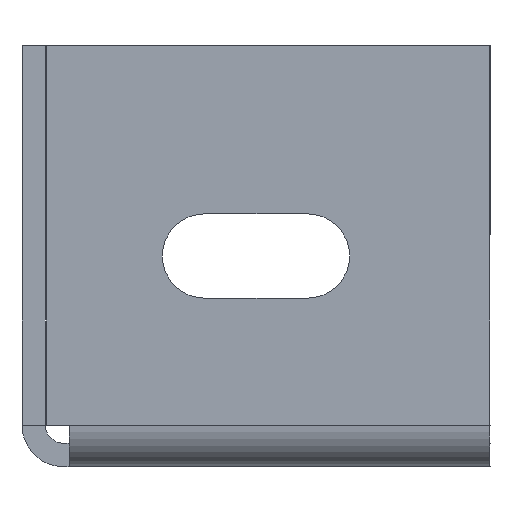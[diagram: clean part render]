
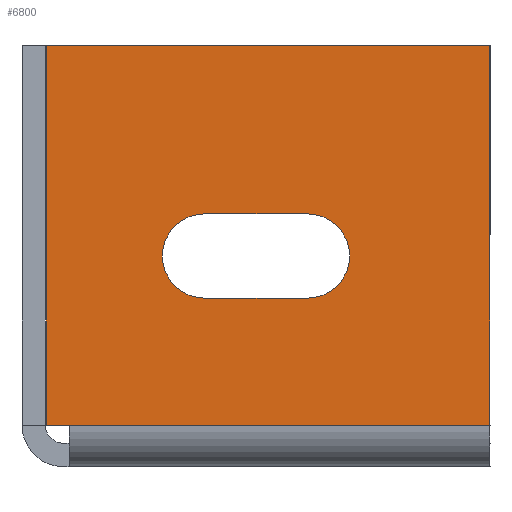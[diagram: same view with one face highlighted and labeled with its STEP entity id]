
A CAD part, left-side view. The second image highlights one B-rep face of the part: STEP entity #6800.
In plain terms, the highlighted planar face has unit normal (-1, 0, 0).
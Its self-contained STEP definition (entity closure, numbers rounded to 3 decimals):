
#510=CARTESIAN_POINT('',(0.,0.,
1.92));
#520=VERTEX_POINT('',#510);
#570=CARTESIAN_POINT('',(0.,0.,42.5)
);
#580=DIRECTION('',(0.,0.,-1.));
#590=VECTOR('',#580,1.);
#600=LINE('',#570,#590);
#610=CARTESIAN_POINT('',(0.,0.,42.5
));
#620=VERTEX_POINT('',#610);
#630=EDGE_CURVE('',#620,#520,#600,.T.);
#2220=CARTESIAN_POINT('',(0.,44.94,1.92));
#2230=VERTEX_POINT('',#2220);
#2400=CARTESIAN_POINT('',(0.,47.429,1.92));
#2410=VERTEX_POINT('',#2400);
#2440=CARTESIAN_POINT('',(0.,0.,
1.92));
#2450=DIRECTION('',(0.,-1.,0.));
#2460=VECTOR('',#2450,1.);
#2470=LINE('',#2440,#2460);
#2480=EDGE_CURVE('',#2410,#2230,#2470,.T.);
#3600=CARTESIAN_POINT('',(0.,19.5,24.5));
#3610=VERTEX_POINT('',#3600);
#3780=CARTESIAN_POINT('',(0.,30.5,24.5));
#3790=VERTEX_POINT('',#3780);
#3820=CARTESIAN_POINT('',(0.,0.,
24.5));
#3830=DIRECTION('',(0.,-1.,0.));
#3840=VECTOR('',#3830,1.);
#3850=LINE('',#3820,#3840);
#3860=EDGE_CURVE('',#3790,#3610,#3850,.T.);
#4100=CARTESIAN_POINT('',(0.,30.5,15.5));
#4110=VERTEX_POINT('',#4100);
#4140=CARTESIAN_POINT('',(0.,30.5,20.));
#4150=DIRECTION('',(-1.,0.,0.));
#4160=DIRECTION('',(0.,-1.,0.));
#4170=AXIS2_PLACEMENT_3D('',#4140,#4150,#4160);
#4180=CIRCLE('',#4170,4.5);
#4190=EDGE_CURVE('',#3790,#4110,#4180,.T.);
#4420=CARTESIAN_POINT('',(0.,19.5,15.5));
#4430=VERTEX_POINT('',#4420);
#4460=CARTESIAN_POINT('',(0.,0.,
15.5));
#4470=DIRECTION('',(0.,1.,0.));
#4480=VECTOR('',#4470,1.);
#4490=LINE('',#4460,#4480);
#4500=EDGE_CURVE('',#4430,#4110,#4490,.T.);
#4690=CARTESIAN_POINT('',(0.,19.5,20.));
#4700=DIRECTION('',(-1.,0.,0.));
#4710=DIRECTION('',(0.,-1.,0.));
#4720=AXIS2_PLACEMENT_3D('',#4690,#4700,#4710);
#4730=CIRCLE('',#4720,4.5);
#4740=EDGE_CURVE('',#4430,#3610,#4730,.T.);
#6300=CARTESIAN_POINT('',(0.,47.429,42.5));
#6310=VERTEX_POINT('',#6300);
#6360=CARTESIAN_POINT('',(0.,47.429,
0.));
#6370=DIRECTION('',(0.,0.,-1.));
#6380=VECTOR('',#6370,1.);
#6390=LINE('',#6360,#6380);
#6400=EDGE_CURVE('',#6310,#2410,#6390,.T.);
#6520=CARTESIAN_POINT('',(0.,47.429,2.5));
#6530=DIRECTION('',(-1.,-0.,0.));
#6540=DIRECTION('',(0.,-1.,0.));
#6550=AXIS2_PLACEMENT_3D('',#6520,#6530,#6540);
#6560=PLANE('',#6550);
#6570=ORIENTED_EDGE('',*,*,#3860,.T.);
#6580=ORIENTED_EDGE('',*,*,#4190,.F.);
#6590=ORIENTED_EDGE('',*,*,#4500,.T.);
#6600=ORIENTED_EDGE('',*,*,#4740,.F.);
#6610=EDGE_LOOP('',(#6600,#6590,#6580,#6570));
#6620=FACE_BOUND('',#6610,.T.);
#6630=CARTESIAN_POINT('',(0.,0.,42.5));
#6640=DIRECTION('',(0.,-1.,0.));
#6650=VECTOR('',#6640,1.);
#6660=LINE('',#6630,#6650);
#6670=EDGE_CURVE('',#6310,#620,#6660,.T.);
#6680=ORIENTED_EDGE('',*,*,#6670,.F.);
#6690=ORIENTED_EDGE('',*,*,#630,.F.);
#6700=CARTESIAN_POINT('',(0.,0.,
1.92));
#6710=DIRECTION('',(0.,1.,0.));
#6720=VECTOR('',#6710,1.);
#6730=LINE('',#6700,#6720);
#6740=EDGE_CURVE('',#520,#2230,#6730,.T.);
#6750=ORIENTED_EDGE('',*,*,#6740,.F.);
#6760=ORIENTED_EDGE('',*,*,#2480,.T.);
#6770=ORIENTED_EDGE('',*,*,#6400,.T.);
#6780=EDGE_LOOP('',(#6770,#6760,#6750,#6690,#6680));
#6790=FACE_OUTER_BOUND('',#6780,.T.);
#6800=ADVANCED_FACE('',(#6620,#6790),#6560,.T.);
